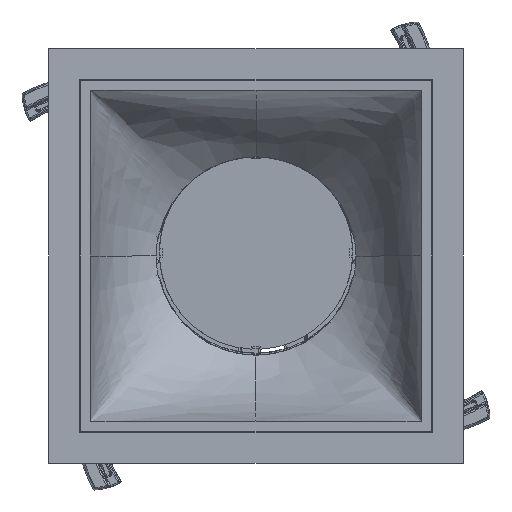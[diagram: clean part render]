
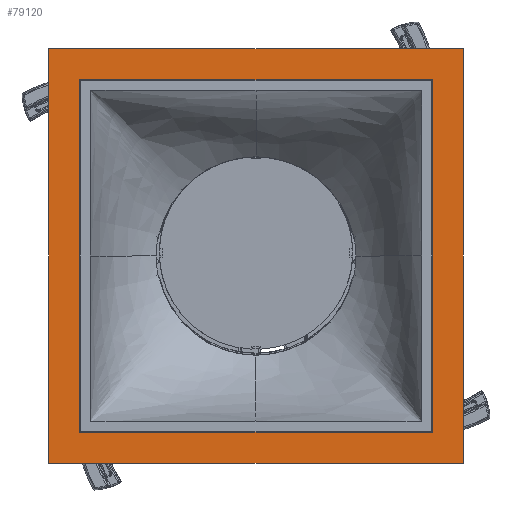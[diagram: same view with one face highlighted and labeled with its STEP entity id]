
A CAD part, front view. The second image highlights one B-rep face of the part: STEP entity #79120.
In plain terms, the highlighted planar face has unit normal (0, -1, 0).
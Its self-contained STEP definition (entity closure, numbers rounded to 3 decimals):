
#8252 = CARTESIAN_POINT ( 'NONE',  ( -2.953, -0.098, -2.953 ) ) ;
#8253 = CARTESIAN_POINT ( 'NONE',  ( -2.953, -0.098, 2.953 ) ) ;
#8255 = CARTESIAN_POINT ( 'NONE',  ( 2.514, -0.098, -2.514 ) ) ;
#8257 = CARTESIAN_POINT ( 'NONE',  ( 2.953, -0.098, 2.953 ) ) ;
#8258 = CARTESIAN_POINT ( 'NONE',  ( 2.514, -0.098, 2.514 ) ) ;
#8259 = CARTESIAN_POINT ( 'NONE',  ( 2.953, -0.098, -2.953 ) ) ;
#8260 = CARTESIAN_POINT ( 'NONE',  ( -2.514, -0.098, -2.514 ) ) ;
#8261 = CARTESIAN_POINT ( 'NONE',  ( -2.514, -0.098, 2.514 ) ) ;
#12766 = EDGE_CURVE ( 'NONE', #49023, #49022, #118924, .T. ) ;
#12862 = EDGE_CURVE ( 'NONE', #49030, #49023, #118989, .T. ) ;
#13388 = EDGE_CURVE ( 'NONE', #49034, #49030, #140172, .T. ) ;
#13452 = EDGE_CURVE ( 'NONE', #49022, #49034, #140198, .T. ) ;
#13531 = EDGE_CURVE ( 'NONE', #49037, #49032, #140226, .T. ) ;
#15275 = EDGE_CURVE ( 'NONE', #49027, #49036, #140769, .T. ) ;
#15364 = EDGE_CURVE ( 'NONE', #49036, #49037, #140813, .T. ) ;
#15390 = EDGE_CURVE ( 'NONE', #49032, #49027, #140820, .T. ) ;
#32609 = EDGE_LOOP ( 'NONE', ( #47521, #47523, #47524, #47526 ) ) ;
#32610 = EDGE_LOOP ( 'NONE', ( #47527, #47530, #47532, #47534 ) ) ;
#47521 = ORIENTED_EDGE ( 'NONE', *, *, #13531, .T. ) ;
#47523 = ORIENTED_EDGE ( 'NONE', *, *, #15390, .T. ) ;
#47524 = ORIENTED_EDGE ( 'NONE', *, *, #15275, .T. ) ;
#47526 = ORIENTED_EDGE ( 'NONE', *, *, #15364, .T. ) ;
#47527 = ORIENTED_EDGE ( 'NONE', *, *, #13452, .T. ) ;
#47530 = ORIENTED_EDGE ( 'NONE', *, *, #13388, .T. ) ;
#47532 = ORIENTED_EDGE ( 'NONE', *, *, #12862, .T. ) ;
#47534 = ORIENTED_EDGE ( 'NONE', *, *, #12766, .T. ) ;
#49022 = VERTEX_POINT ( 'NONE', #8252 ) ;
#49023 = VERTEX_POINT ( 'NONE', #8253 ) ;
#49027 = VERTEX_POINT ( 'NONE', #8255 ) ;
#49030 = VERTEX_POINT ( 'NONE', #8257 ) ;
#49032 = VERTEX_POINT ( 'NONE', #8258 ) ;
#49034 = VERTEX_POINT ( 'NONE', #8259 ) ;
#49036 = VERTEX_POINT ( 'NONE', #8260 ) ;
#49037 = VERTEX_POINT ( 'NONE', #8261 ) ;
#79120 = ADVANCED_FACE ( 'NONE', ( #88838, #88834 ), #93444, .T. ) ;
#79650 = AXIS2_PLACEMENT_3D ( 'NONE', #93443, #93441, #93446 ) ;
#88834 = FACE_OUTER_BOUND ( 'NONE', #32610, .T. ) ;
#88838 = FACE_BOUND ( 'NONE', #32609, .T. ) ;
#93441 = DIRECTION ( 'NONE',  ( 0., -1., 0. ) ) ;
#93443 = CARTESIAN_POINT ( 'NONE',  ( -29.249, -0.098, -2.514 ) ) ;
#93444 = PLANE ( 'NONE',  #79650 ) ;
#93446 = DIRECTION ( 'NONE',  ( 0., 0., -1. ) ) ;
#118924 = LINE ( 'NONE', #138097, #118931 ) ;
#118931 = VECTOR ( 'NONE', #138099, 39.37 ) ;
#118989 = LINE ( 'NONE', #138297, #118994 ) ;
#118994 = VECTOR ( 'NONE', #138302, 39.37 ) ;
#138097 = CARTESIAN_POINT ( 'NONE',  ( -2.953, -0.098, -2.514 ) ) ;
#138099 = DIRECTION ( 'NONE',  ( 0., 0., -1. ) ) ;
#138297 = CARTESIAN_POINT ( 'NONE',  ( -29.249, -0.098, 2.953 ) ) ;
#138302 = DIRECTION ( 'NONE',  ( -1., 0., 0. ) ) ;
#140172 = LINE ( 'NONE', #141490, #140178 ) ;
#140178 = VECTOR ( 'NONE', #141496, 39.37 ) ;
#140198 = LINE ( 'NONE', #141628, #140202 ) ;
#140202 = VECTOR ( 'NONE', #141629, 39.37 ) ;
#140225 = VECTOR ( 'NONE', #141943, 39.37 ) ;
#140226 = LINE ( 'NONE', #141864, #140225 ) ;
#140769 = LINE ( 'NONE', #164397, #140771 ) ;
#140771 = VECTOR ( 'NONE', #164396, 39.37 ) ;
#140813 = LINE ( 'NONE', #164546, #140816 ) ;
#140816 = VECTOR ( 'NONE', #164547, 39.37 ) ;
#140820 = LINE ( 'NONE', #164580, #140828 ) ;
#140828 = VECTOR ( 'NONE', #164575, 39.37 ) ;
#141490 = CARTESIAN_POINT ( 'NONE',  ( 2.953, -0.098, -2.514 ) ) ;
#141496 = DIRECTION ( 'NONE',  ( 0., 0., 1. ) ) ;
#141628 = CARTESIAN_POINT ( 'NONE',  ( -29.249, -0.098, -2.953 ) ) ;
#141629 = DIRECTION ( 'NONE',  ( 1., 0., 0. ) ) ;
#141864 = CARTESIAN_POINT ( 'NONE',  ( -29.249, -0.098, 2.514 ) ) ;
#141943 = DIRECTION ( 'NONE',  ( 1., 0., 0. ) ) ;
#164396 = DIRECTION ( 'NONE',  ( -1., 0., 0. ) ) ;
#164397 = CARTESIAN_POINT ( 'NONE',  ( -29.249, -0.098, -2.514 ) ) ;
#164546 = CARTESIAN_POINT ( 'NONE',  ( -2.514, -0.098, -2.514 ) ) ;
#164547 = DIRECTION ( 'NONE',  ( 0., 0., 1. ) ) ;
#164575 = DIRECTION ( 'NONE',  ( 0., 0., -1. ) ) ;
#164580 = CARTESIAN_POINT ( 'NONE',  ( 2.514, -0.098, -2.514 ) ) ;
